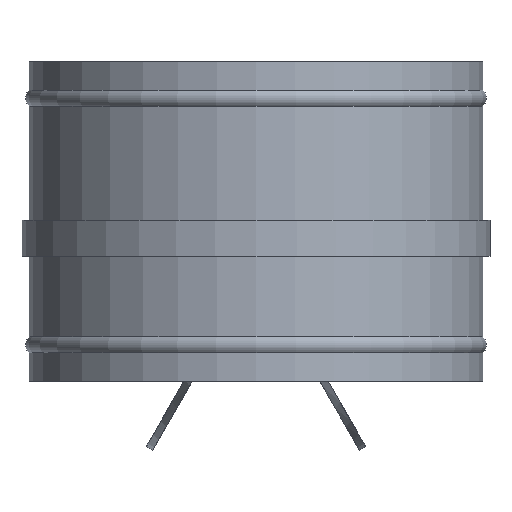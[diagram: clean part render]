
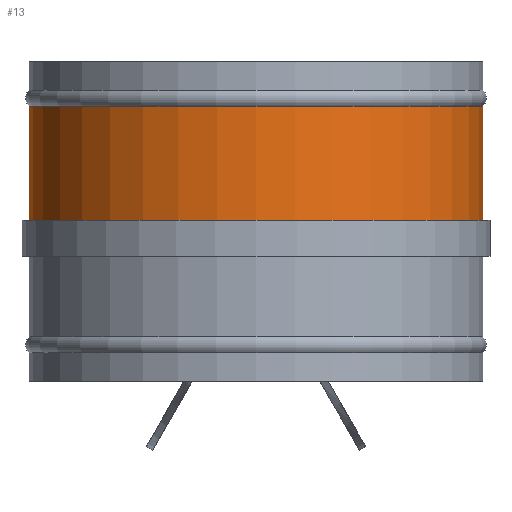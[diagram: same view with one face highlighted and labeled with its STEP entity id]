
A CAD part, front view. The second image highlights one B-rep face of the part: STEP entity #13.
In plain terms, the highlighted cylindrical face has radius 62.5 mm (diameter 125 mm), a partial arc.
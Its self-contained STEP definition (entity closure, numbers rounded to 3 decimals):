
#13 = ADVANCED_FACE ( 'NONE', ( #419 ), #934, .T. ) ;
#37 = VERTEX_POINT ( 'NONE', #178 ) ;
#63 = CARTESIAN_POINT ( 'NONE',  ( 0., 0., 0.39 ) ) ;
#66 = VERTEX_POINT ( 'NONE', #671 ) ;
#86 = VECTOR ( 'NONE', #211, 1000. ) ;
#119 = CARTESIAN_POINT ( 'NONE',  ( 62.5, 0., 0. ) ) ;
#162 = DIRECTION ( 'NONE',  ( 0., 0., 1. ) ) ;
#172 = CARTESIAN_POINT ( 'NONE',  ( 0., 0., 0. ) ) ;
#178 = CARTESIAN_POINT ( 'NONE',  ( 62.5, 0., 0.39 ) ) ;
#211 = DIRECTION ( 'NONE',  ( 0., 0., 1. ) ) ;
#235 = CIRCLE ( 'NONE', #789, 62.5 ) ;
#238 = DIRECTION ( 'NONE',  ( 1., 0., 0. ) ) ;
#261 = EDGE_CURVE ( 'NONE', #775, #37, #235, .T. ) ;
#292 = LINE ( 'NONE', #331, #86 ) ;
#331 = CARTESIAN_POINT ( 'NONE',  ( -62.5, 0., 0. ) ) ;
#346 = EDGE_CURVE ( 'NONE', #775, #631, #292, .T. ) ;
#415 = CARTESIAN_POINT ( 'NONE',  ( -62.5, 0., 31.764 ) ) ;
#419 = FACE_OUTER_BOUND ( 'NONE', #764, .T. ) ;
#430 = VECTOR ( 'NONE', #490, 1000. ) ;
#490 = DIRECTION ( 'NONE',  ( 0., 0., 1. ) ) ;
#512 = ORIENTED_EDGE ( 'NONE', *, *, #641, .T. ) ;
#522 = AXIS2_PLACEMENT_3D ( 'NONE', #172, #162, #238 ) ;
#558 = DIRECTION ( 'NONE',  ( 1., 0., 0. ) ) ;
#563 = AXIS2_PLACEMENT_3D ( 'NONE', #621, #921, #558 ) ;
#576 = ORIENTED_EDGE ( 'NONE', *, *, #346, .F. ) ;
#603 = LINE ( 'NONE', #119, #430 ) ;
#621 = CARTESIAN_POINT ( 'NONE',  ( 0., 0., 31.764 ) ) ;
#631 = VERTEX_POINT ( 'NONE', #415 ) ;
#633 = EDGE_CURVE ( 'NONE', #631, #66, #820, .T. ) ;
#641 = EDGE_CURVE ( 'NONE', #37, #66, #603, .T. ) ;
#671 = CARTESIAN_POINT ( 'NONE',  ( 62.5, 0., 31.764 ) ) ;
#707 = DIRECTION ( 'NONE',  ( 1., 0., 0. ) ) ;
#712 = ORIENTED_EDGE ( 'NONE', *, *, #633, .F. ) ;
#764 = EDGE_LOOP ( 'NONE', ( #576, #776, #512, #712 ) ) ;
#775 = VERTEX_POINT ( 'NONE', #909 ) ;
#776 = ORIENTED_EDGE ( 'NONE', *, *, #261, .T. ) ;
#789 = AXIS2_PLACEMENT_3D ( 'NONE', #63, #853, #707 ) ;
#820 = CIRCLE ( 'NONE', #563, 62.5 ) ;
#853 = DIRECTION ( 'NONE',  ( 0., 0., 1. ) ) ;
#909 = CARTESIAN_POINT ( 'NONE',  ( -62.5, 0., 0.39 ) ) ;
#921 = DIRECTION ( 'NONE',  ( 0., 0., 1. ) ) ;
#934 = CYLINDRICAL_SURFACE ( 'NONE', #522, 62.5 ) ;
